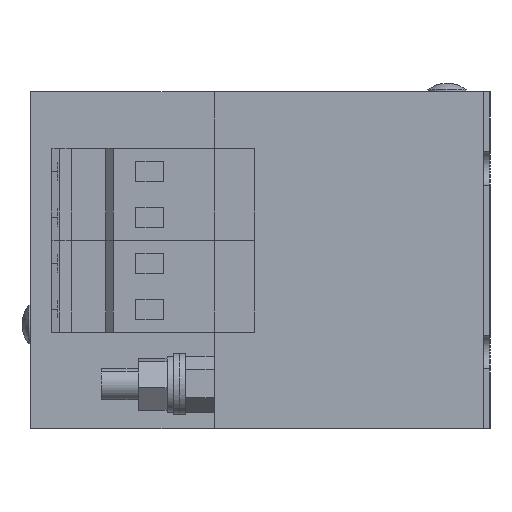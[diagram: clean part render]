
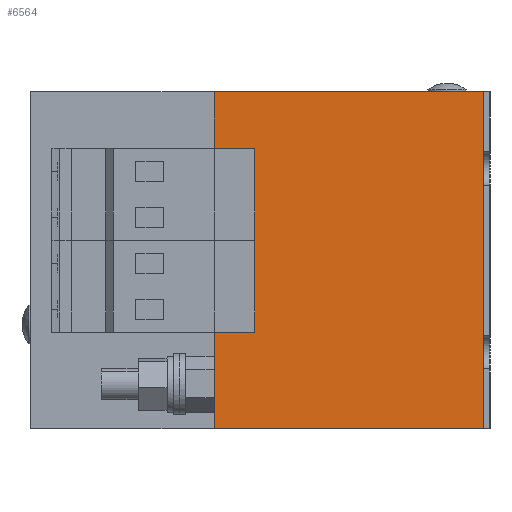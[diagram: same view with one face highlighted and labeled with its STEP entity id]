
A CAD part, left-side view. The second image highlights one B-rep face of the part: STEP entity #6564.
In plain terms, the highlighted planar face has unit normal (-1, 0, 0).
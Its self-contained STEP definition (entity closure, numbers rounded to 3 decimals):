
#169 = VECTOR ( 'NONE', #7783, 1000. ) ;
#349 = CARTESIAN_POINT ( 'NONE',  ( -110., 37.386, -27. ) ) ;
#506 = CARTESIAN_POINT ( 'NONE',  ( -110., 0., 28. ) ) ;
#533 = DIRECTION ( 'NONE',  ( 0., 1., 0. ) ) ;
#570 = VERTEX_POINT ( 'NONE', #7510 ) ;
#659 = VERTEX_POINT ( 'NONE', #7553 ) ;
#859 = EDGE_CURVE ( 'NONE', #7999, #1965, #6160, .T. ) ;
#1081 = VECTOR ( 'NONE', #4921, 1000. ) ;
#1147 = ORIENTED_EDGE ( 'NONE', *, *, #3818, .F. ) ;
#1151 = CARTESIAN_POINT ( 'NONE',  ( -110., 44., -27. ) ) ;
#1329 = CARTESIAN_POINT ( 'NONE',  ( -110., 44., -11.25 ) ) ;
#1553 = ORIENTED_EDGE ( 'NONE', *, *, #6880, .T. ) ;
#1655 = CARTESIAN_POINT ( 'NONE',  ( -110., 44., 28. ) ) ;
#1716 = VECTOR ( 'NONE', #2956, 1000. ) ;
#1742 = CARTESIAN_POINT ( 'NONE',  ( -110., 44., -27. ) ) ;
#1798 = CARTESIAN_POINT ( 'NONE',  ( -110., 44., 18.75 ) ) ;
#1818 = DIRECTION ( 'NONE',  ( -1., 0., 0. ) ) ;
#1937 = DIRECTION ( 'NONE',  ( 0., -1., 0. ) ) ;
#1965 = VERTEX_POINT ( 'NONE', #506 ) ;
#2221 = LINE ( 'NONE', #7276, #7014 ) ;
#2266 = DIRECTION ( 'NONE',  ( 0., 0., -1. ) ) ;
#2290 = LINE ( 'NONE', #1742, #5566 ) ;
#2357 = ORIENTED_EDGE ( 'NONE', *, *, #4537, .T. ) ;
#2455 = PLANE ( 'NONE',  #4759 ) ;
#2484 = CARTESIAN_POINT ( 'NONE',  ( -110., 44., -27. ) ) ;
#2709 = VECTOR ( 'NONE', #1937, 1000. ) ;
#2881 = ORIENTED_EDGE ( 'NONE', *, *, #7414, .T. ) ;
#2907 = DIRECTION ( 'NONE',  ( 0., 0., -1. ) ) ;
#2950 = CARTESIAN_POINT ( 'NONE',  ( -110., 44., 28. ) ) ;
#2956 = DIRECTION ( 'NONE',  ( 0., -1., 0. ) ) ;
#3015 = VECTOR ( 'NONE', #2907, 1000. ) ;
#3161 = VERTEX_POINT ( 'NONE', #2484 ) ;
#3167 = FACE_OUTER_BOUND ( 'NONE', #5344, .T. ) ;
#3321 = CARTESIAN_POINT ( 'NONE',  ( -110., 37.386, 3.75 ) ) ;
#3407 = ORIENTED_EDGE ( 'NONE', *, *, #4400, .T. ) ;
#3473 = CARTESIAN_POINT ( 'NONE',  ( -110., 44., -27. ) ) ;
#3530 = EDGE_CURVE ( 'NONE', #4283, #6147, #3695, .T. ) ;
#3562 = VERTEX_POINT ( 'NONE', #8279 ) ;
#3633 = LINE ( 'NONE', #4311, #169 ) ;
#3673 = VECTOR ( 'NONE', #533, 1000. ) ;
#3695 = LINE ( 'NONE', #1798, #1081 ) ;
#3818 = EDGE_CURVE ( 'NONE', #6147, #7999, #7936, .T. ) ;
#4283 = VERTEX_POINT ( 'NONE', #6865 ) ;
#4311 = CARTESIAN_POINT ( 'NONE',  ( -110., 0., -27. ) ) ;
#4314 = DIRECTION ( 'NONE',  ( 0., 0., 1. ) ) ;
#4400 = EDGE_CURVE ( 'NONE', #3161, #570, #7784, .T. ) ;
#4537 = EDGE_CURVE ( 'NONE', #4283, #7163, #2221, .T. ) ;
#4548 = CARTESIAN_POINT ( 'NONE',  ( -110., 44., -27. ) ) ;
#4759 = AXIS2_PLACEMENT_3D ( 'NONE', #1151, #1818, #5108 ) ;
#4921 = DIRECTION ( 'NONE',  ( 0., 1., 0. ) ) ;
#5108 = DIRECTION ( 'NONE',  ( 0., 0., 1. ) ) ;
#5306 = EDGE_CURVE ( 'NONE', #570, #1965, #3633, .T. ) ;
#5344 = EDGE_LOOP ( 'NONE', ( #1553, #2881, #5516, #3407, #7017, #5628, #1147, #7944, #2357 ) ) ;
#5516 = ORIENTED_EDGE ( 'NONE', *, *, #7609, .F. ) ;
#5566 = VECTOR ( 'NONE', #4314, 1000. ) ;
#5628 = ORIENTED_EDGE ( 'NONE', *, *, #859, .F. ) ;
#6048 = DIRECTION ( 'NONE',  ( 0., 0., 1. ) ) ;
#6147 = VERTEX_POINT ( 'NONE', #7056 ) ;
#6160 = LINE ( 'NONE', #1655, #1716 ) ;
#6564 = ADVANCED_FACE ( 'NONE', ( #3167 ), #2455, .T. ) ;
#6865 = CARTESIAN_POINT ( 'NONE',  ( -110., 37.386, 18.75 ) ) ;
#6880 = EDGE_CURVE ( 'NONE', #7163, #659, #7461, .T. ) ;
#7014 = VECTOR ( 'NONE', #2266, 1000. ) ;
#7017 = ORIENTED_EDGE ( 'NONE', *, *, #5306, .T. ) ;
#7056 = CARTESIAN_POINT ( 'NONE',  ( -110., 44., 18.75 ) ) ;
#7097 = LINE ( 'NONE', #1329, #3673 ) ;
#7163 = VERTEX_POINT ( 'NONE', #3321 ) ;
#7276 = CARTESIAN_POINT ( 'NONE',  ( -110., 37.386, -27. ) ) ;
#7414 = EDGE_CURVE ( 'NONE', #659, #3562, #7097, .T. ) ;
#7461 = LINE ( 'NONE', #349, #3015 ) ;
#7510 = CARTESIAN_POINT ( 'NONE',  ( -110., 0., -27. ) ) ;
#7553 = CARTESIAN_POINT ( 'NONE',  ( -110., 37.386, -11.25 ) ) ;
#7609 = EDGE_CURVE ( 'NONE', #3161, #3562, #2290, .T. ) ;
#7783 = DIRECTION ( 'NONE',  ( 0., 0., 1. ) ) ;
#7784 = LINE ( 'NONE', #4548, #2709 ) ;
#7936 = LINE ( 'NONE', #3473, #7940 ) ;
#7940 = VECTOR ( 'NONE', #6048, 1000. ) ;
#7944 = ORIENTED_EDGE ( 'NONE', *, *, #3530, .F. ) ;
#7999 = VERTEX_POINT ( 'NONE', #2950 ) ;
#8279 = CARTESIAN_POINT ( 'NONE',  ( -110., 44., -11.25 ) ) ;
